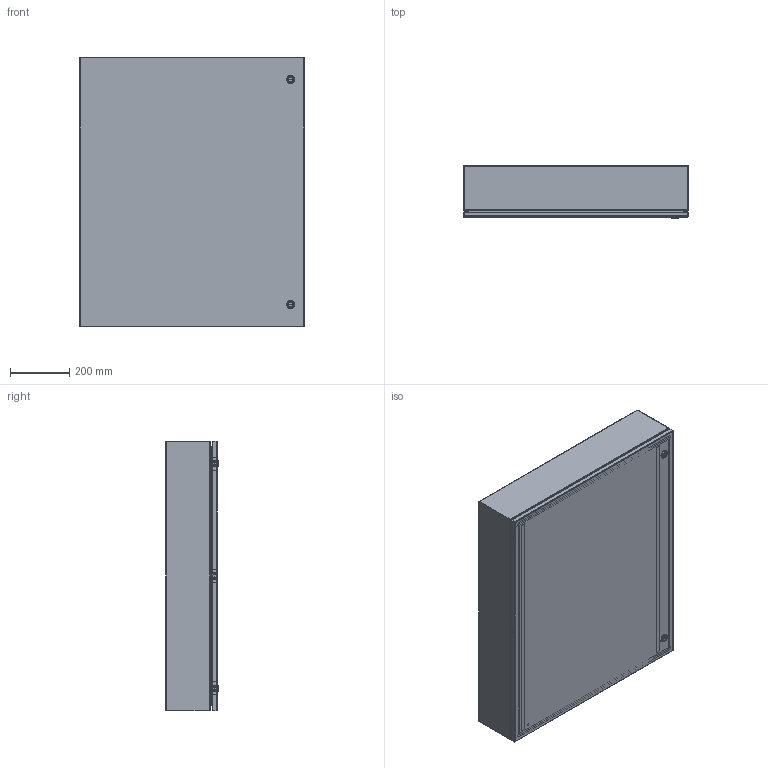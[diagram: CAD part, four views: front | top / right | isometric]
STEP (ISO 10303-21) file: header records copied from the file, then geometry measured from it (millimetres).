
FILE_DESCRIPTION (( 'STEP AP203' ), '1' );
FILE_NAME ('EN4SD36306GY_Default.step', '2019-11-14T21:00:52', ( '' ), ( '' ), 'SwSTEP 2.0', 'SolidWorks 2019', '' );
FILE_SCHEMA (( 'CONFIG_CONTROL_DESIGN' ));
Length unit declared in the file: inch
Products named in the file (1): EN4SD36306GY_Default
Bounding box: 762 x 177.72 x 914.4 mm (x, y, z)
Volume: 4074755.3 mm3; surface area: 4499170.7 mm2
Topology: 33 solids, 34 shells, 909 faces, 2129 edges, 1318 vertices
Faces by surface type: plane 430, cylinder 295, bspline 126, torus 36, cone 22
Entity records: 30707 total; most frequent: CARTESIAN_POINT 10402, ORIENTED_EDGE 4218, DIRECTION 4125, EDGE_CURVE 2109, AXIS2_PLACEMENT_3D 1458, VERTEX_POINT 1318, LINE 1209, VECTOR 1209
